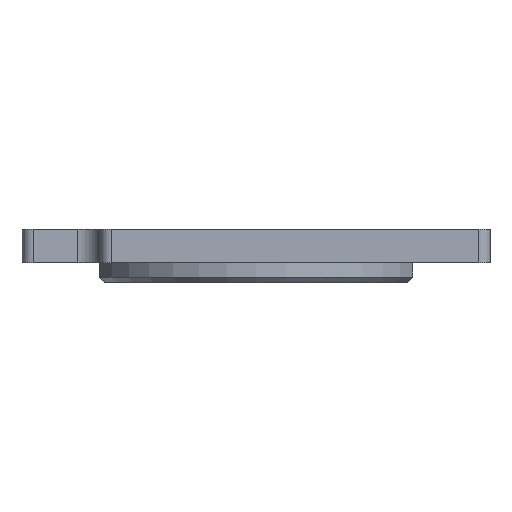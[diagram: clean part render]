
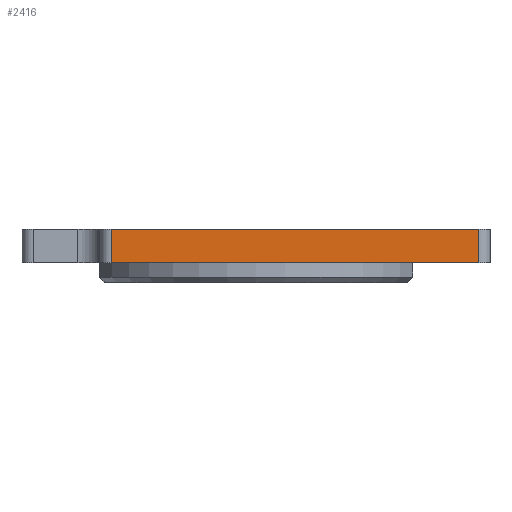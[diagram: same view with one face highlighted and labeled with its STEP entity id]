
A CAD part, left-side view. The second image highlights one B-rep face of the part: STEP entity #2416.
In plain terms, the highlighted planar face has unit normal (-1, 0, 0).
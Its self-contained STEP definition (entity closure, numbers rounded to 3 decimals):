
#161 = VERTEX_POINT ( 'NONE', #187 ) ;
#187 = CARTESIAN_POINT ( 'NONE',  ( -21., -20., 1.5 ) ) ;
#514 = ORIENTED_EDGE ( 'NONE', *, *, #3979, .T. ) ;
#521 = ORIENTED_EDGE ( 'NONE', *, *, #3999, .T. ) ;
#550 = ORIENTED_EDGE ( 'NONE', *, *, #3953, .F. ) ;
#570 = DIRECTION ( 'NONE',  ( 0., 1., 0. ) ) ;
#579 = ORIENTED_EDGE ( 'NONE', *, *, #4004, .T. ) ;
#615 = DIRECTION ( 'NONE',  ( 0., 1., 0. ) ) ;
#656 = VERTEX_POINT ( 'NONE', #3893 ) ;
#719 = AXIS2_PLACEMENT_3D ( 'NONE', #2514, #3782, #1898 ) ;
#944 = DIRECTION ( 'NONE',  ( 0., 0., -1. ) ) ;
#980 = VERTEX_POINT ( 'NONE', #2429 ) ;
#1226 = CARTESIAN_POINT ( 'NONE',  ( -21., 0., -1.5 ) ) ;
#1248 = VECTOR ( 'NONE', #2237, 1000. ) ;
#1459 = VECTOR ( 'NONE', #615, 1000. ) ;
#1587 = PLANE ( 'NONE',  #719 ) ;
#1898 = DIRECTION ( 'NONE',  ( 0., 0., 1. ) ) ;
#1932 = CARTESIAN_POINT ( 'NONE',  ( -21., 13., -1.5 ) ) ;
#2200 = LINE ( 'NONE', #1932, #2953 ) ;
#2237 = DIRECTION ( 'NONE',  ( 0., 0., 1. ) ) ;
#2266 = CARTESIAN_POINT ( 'NONE',  ( -21., 13., -1.5 ) ) ;
#2416 = ADVANCED_FACE ( 'NONE', ( #2610 ), #1587, .T. ) ;
#2429 = CARTESIAN_POINT ( 'NONE',  ( -21., -20., -1.5 ) ) ;
#2500 = VECTOR ( 'NONE', #570, 1000. ) ;
#2514 = CARTESIAN_POINT ( 'NONE',  ( -21., 0., 1.5 ) ) ;
#2549 = CARTESIAN_POINT ( 'NONE',  ( -21., 0., 1.5 ) ) ;
#2610 = FACE_OUTER_BOUND ( 'NONE', #3652, .T. ) ;
#2953 = VECTOR ( 'NONE', #944, 1000. ) ;
#3258 = LINE ( 'NONE', #1226, #2500 ) ;
#3652 = EDGE_LOOP ( 'NONE', ( #514, #521, #550, #579 ) ) ;
#3781 = LINE ( 'NONE', #4110, #1248 ) ;
#3782 = DIRECTION ( 'NONE',  ( -1., 0., 0. ) ) ;
#3803 = VERTEX_POINT ( 'NONE', #2266 ) ;
#3878 = LINE ( 'NONE', #2549, #1459 ) ;
#3893 = CARTESIAN_POINT ( 'NONE',  ( -21., 13., 1.5 ) ) ;
#3953 = EDGE_CURVE ( 'NONE', #980, #3803, #3258, .T. ) ;
#3979 = EDGE_CURVE ( 'NONE', #161, #656, #3878, .T. ) ;
#3999 = EDGE_CURVE ( 'NONE', #656, #3803, #2200, .T. ) ;
#4004 = EDGE_CURVE ( 'NONE', #980, #161, #3781, .T. ) ;
#4110 = CARTESIAN_POINT ( 'NONE',  ( -21., -20., 1.5 ) ) ;
